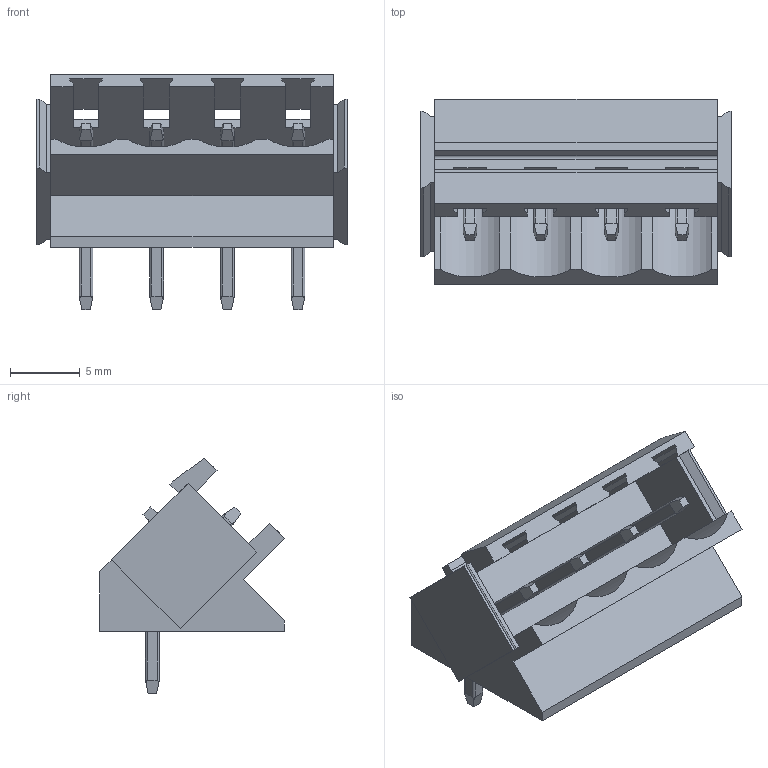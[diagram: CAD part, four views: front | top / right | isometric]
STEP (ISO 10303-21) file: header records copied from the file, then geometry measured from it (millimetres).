
FILE_DESCRIPTION(('CATIA V5 STEP Exchange','CAx-IF Rec.Pracs.--- Model Styling and Organization---1.4--- 2014-01-23'),'2;1');
FILE_NAME ('D1490386_0_1606010000_1606010000.stp','2021-06-21T08:45:24+00:00',('none'),('Weidmueller'),'CATIA Version 5-6 Release 2016 SP3 HF44','CATIA V5 STEP AP214','none');
FILE_SCHEMA(('AUTOMOTIVE_DESIGN { 1 0 10303 214 1 1 1 1 }'));
Length unit declared in the file: millimetre
Products named in the file (1): 1606010000
Bounding box: 22.32 x 13.3 x 16.97 mm (x, y, z)
Volume: 1347.6 mm3; surface area: 1969.7 mm2
Topology: 5 solids, 5 shells, 242 faces, 692 edges, 452 vertices
Faces by surface type: plane 172, cylinder 70
Entity records: 8749 total; most frequent: CARTESIAN_POINT 2480, ORIENTED_EDGE 1384, DIRECTION 1002, EDGE_CURVE 692, VECTOR 552, LINE 552, VERTEX_POINT 452, EDGE_LOOP 250
